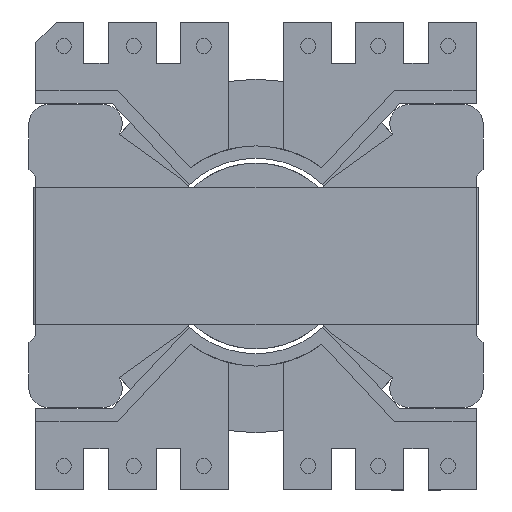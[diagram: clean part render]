
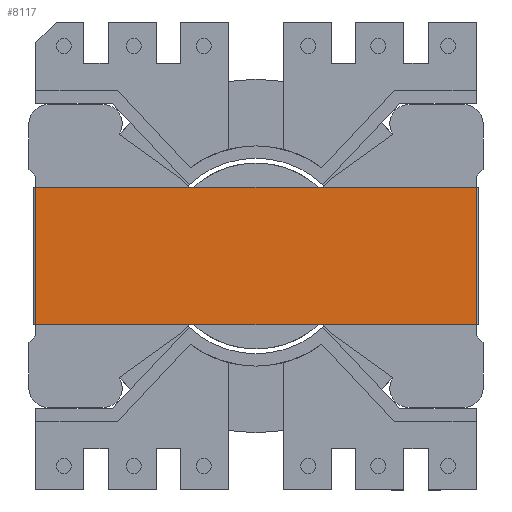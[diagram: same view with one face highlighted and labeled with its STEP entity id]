
A CAD part, front view. The second image highlights one B-rep face of the part: STEP entity #8117.
In plain terms, the highlighted planar face has unit normal (0, -1, 0).
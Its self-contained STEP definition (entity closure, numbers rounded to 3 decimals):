
#144 = CARTESIAN_POINT ( 'NONE',  ( -16., 1.8, -5. ) ) ;
#233 = CARTESIAN_POINT ( 'NONE',  ( -16., 1.8, 5. ) ) ;
#314 = CARTESIAN_POINT ( 'NONE',  ( -16., 1.8, -5. ) ) ;
#361 = CARTESIAN_POINT ( 'NONE',  ( 0., 1.8, 5. ) ) ;
#494 = EDGE_CURVE ( 'NONE', #5217, #7263, #8259, .T. ) ;
#912 = ORIENTED_EDGE ( 'NONE', *, *, #494, .T. ) ;
#1137 = CARTESIAN_POINT ( 'NONE',  ( 16., 1.8, 5. ) ) ;
#1416 = EDGE_CURVE ( 'NONE', #10830, #7263, #8059, .T. ) ;
#1806 = DIRECTION ( 'NONE',  ( 0., -1., 0. ) ) ;
#1855 = VECTOR ( 'NONE', #3705, 1000. ) ;
#2564 = CARTESIAN_POINT ( 'NONE',  ( 0., 1.8, -5. ) ) ;
#2678 = LINE ( 'NONE', #2564, #7359 ) ;
#3148 = DIRECTION ( 'NONE',  ( 0., 0., 1. ) ) ;
#3424 = PLANE ( 'NONE',  #3874 ) ;
#3663 = ORIENTED_EDGE ( 'NONE', *, *, #1416, .F. ) ;
#3705 = DIRECTION ( 'NONE',  ( 0., 0., -1. ) ) ;
#3874 = AXIS2_PLACEMENT_3D ( 'NONE', #144, #1806, #10158 ) ;
#3960 = CARTESIAN_POINT ( 'NONE',  ( 16., 1.8, -5. ) ) ;
#3984 = CARTESIAN_POINT ( 'NONE',  ( -16., 1.8, -5. ) ) ;
#4008 = EDGE_CURVE ( 'NONE', #10830, #6068, #9451, .T. ) ;
#5127 = VECTOR ( 'NONE', #3148, 1000. ) ;
#5217 = VERTEX_POINT ( 'NONE', #10342 ) ;
#5986 = DIRECTION ( 'NONE',  ( 1., 0., 0. ) ) ;
#6068 = VERTEX_POINT ( 'NONE', #3984 ) ;
#6421 = EDGE_LOOP ( 'NONE', ( #9466, #912, #3663, #6837 ) ) ;
#6611 = EDGE_CURVE ( 'NONE', #6068, #5217, #2678, .T. ) ;
#6837 = ORIENTED_EDGE ( 'NONE', *, *, #4008, .T. ) ;
#7263 = VERTEX_POINT ( 'NONE', #1137 ) ;
#7359 = VECTOR ( 'NONE', #5986, 1000. ) ;
#7677 = FACE_OUTER_BOUND ( 'NONE', #6421, .T. ) ;
#7948 = DIRECTION ( 'NONE',  ( 1., 0., 0. ) ) ;
#8059 = LINE ( 'NONE', #361, #8912 ) ;
#8117 = ADVANCED_FACE ( 'NONE', ( #7677 ), #3424, .T. ) ;
#8259 = LINE ( 'NONE', #3960, #5127 ) ;
#8912 = VECTOR ( 'NONE', #7948, 1000. ) ;
#9451 = LINE ( 'NONE', #314, #1855 ) ;
#9466 = ORIENTED_EDGE ( 'NONE', *, *, #6611, .T. ) ;
#10158 = DIRECTION ( 'NONE',  ( 0., 0., -1. ) ) ;
#10342 = CARTESIAN_POINT ( 'NONE',  ( 16., 1.8, -5. ) ) ;
#10830 = VERTEX_POINT ( 'NONE', #233 ) ;
